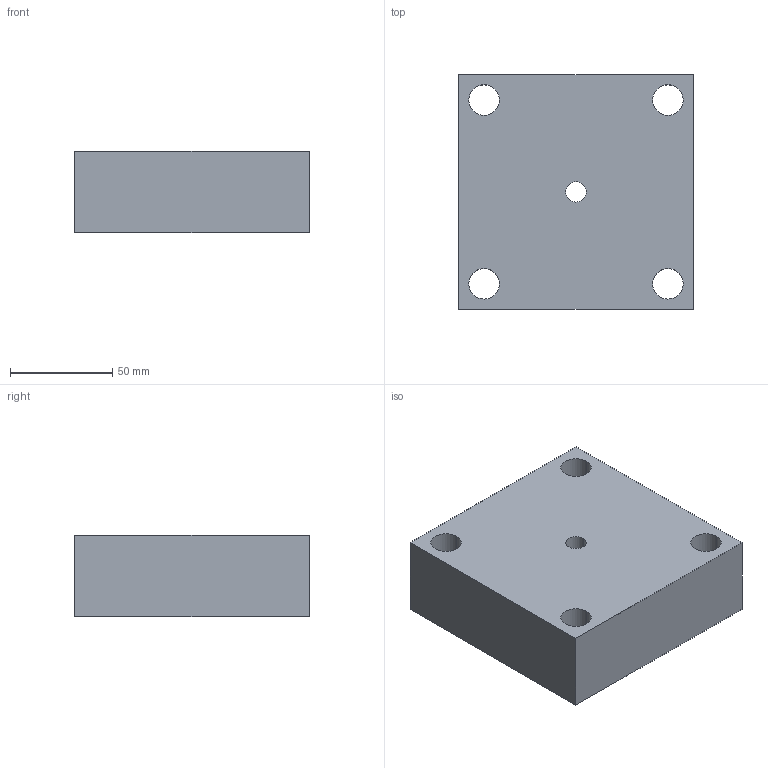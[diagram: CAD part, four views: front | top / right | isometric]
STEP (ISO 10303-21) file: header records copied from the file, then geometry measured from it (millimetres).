
FILE_DESCRIPTION(('CATIA V5 STEP Exchange'),'2;1');
FILE_NAME('mesure RV.stp','2017-07-27T15:06:45+00:00',('none'),('none'),'CATIA Version 5 Release 19 SP 2 (IN-10)','CATIA V5 STEP AP203','none');
FILE_SCHEMA(('CONFIG_CONTROL_DESIGN'));
Length unit declared in the file: millimetre
Products named in the file (1): Part1
Bounding box: 115 x 115 x 40 mm (x, y, z)
Volume: 347149 mm3; surface area: 56968.1 mm2
Topology: 1 solids, 1 shells, 23 faces, 56 edges, 36 vertices
Faces by surface type: cylinder 12, plane 7, cone 4
Entity records: 685 total; most frequent: ORIENTED_EDGE 112, CARTESIAN_POINT 109, DIRECTION 88, EDGE_CURVE 56, AXIS2_PLACEMENT_3D 45, VERTEX_POINT 36, EDGE_LOOP 34, VECTOR 28
